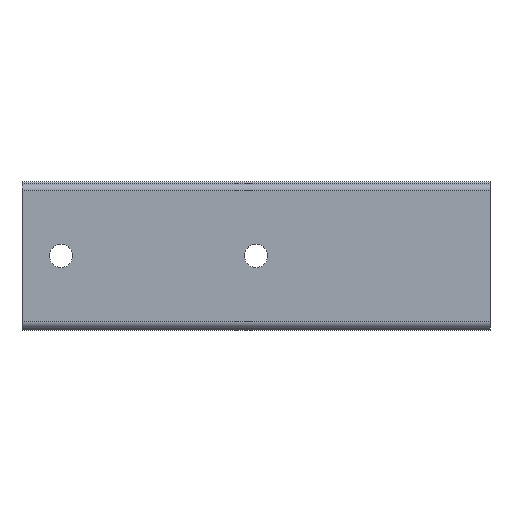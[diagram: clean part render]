
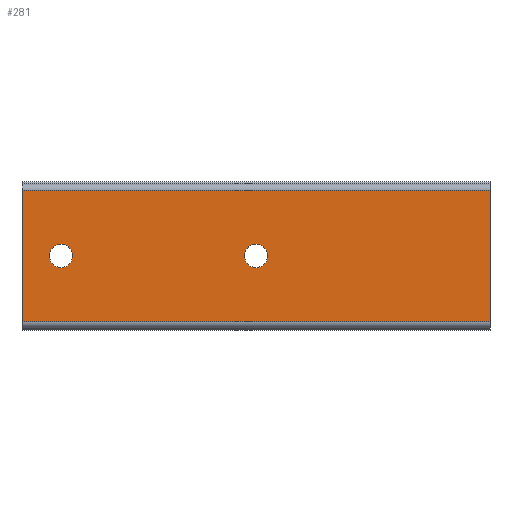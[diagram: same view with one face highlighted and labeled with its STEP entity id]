
A CAD part, top view. The second image highlights one B-rep face of the part: STEP entity #281.
In plain terms, the highlighted planar face has unit normal (0, 0, 1).
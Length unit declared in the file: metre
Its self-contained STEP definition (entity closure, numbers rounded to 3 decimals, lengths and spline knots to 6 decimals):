
#12=PLANE('',#312);
#18=LINE('',#444,#38);
#20=LINE('',#454,#40);
#21=LINE('',#456,#41);
#22=LINE('',#458,#42);
#38=VECTOR('',#351,1.);
#40=VECTOR('',#361,1.);
#41=VECTOR('',#362,1.);
#42=VECTOR('',#363,1.);
#62=ORIENTED_EDGE('',*,*,#142,.F.);
#63=ORIENTED_EDGE('',*,*,#143,.F.);
#64=ORIENTED_EDGE('',*,*,#144,.F.);
#65=ORIENTED_EDGE('',*,*,#145,.T.);
#66=ORIENTED_EDGE('',*,*,#146,.T.);
#67=ORIENTED_EDGE('',*,*,#139,.F.);
#139=EDGE_CURVE('',#178,#180,#18,.T.);
#142=EDGE_CURVE('',#182,#182,#208,.T.);
#143=EDGE_CURVE('',#183,#183,#209,.T.);
#144=EDGE_CURVE('',#184,#178,#20,.T.);
#145=EDGE_CURVE('',#184,#185,#21,.T.);
#146=EDGE_CURVE('',#185,#180,#22,.T.);
#178=VERTEX_POINT('',#442);
#180=VERTEX_POINT('',#445);
#182=VERTEX_POINT('',#451);
#183=VERTEX_POINT('',#453);
#184=VERTEX_POINT('',#455);
#185=VERTEX_POINT('',#457);
#208=CIRCLE('',#313,0.001899);
#209=CIRCLE('',#314,0.001899);
#227=EDGE_LOOP('',(#62));
#228=EDGE_LOOP('',(#63));
#229=EDGE_LOOP('',(#64,#65,#66,#67));
#249=FACE_BOUND('',#227,.T.);
#250=FACE_BOUND('',#228,.T.);
#251=FACE_BOUND('',#229,.T.);
#281=ADVANCED_FACE('',(#249,#250,#251),#12,.T.);
#312=AXIS2_PLACEMENT_3D('',#449,#355,#356);
#313=AXIS2_PLACEMENT_3D('',#450,#357,#358);
#314=AXIS2_PLACEMENT_3D('',#452,#359,#360);
#351=DIRECTION('',(-1.,0.,0.));
#355=DIRECTION('',(0.,0.,1.));
#356=DIRECTION('',(1.,0.,0.));
#357=DIRECTION('',(0.,0.,1.));
#358=DIRECTION('',(1.,0.,0.));
#359=DIRECTION('',(0.,0.,1.));
#360=DIRECTION('',(1.,0.,0.));
#361=DIRECTION('',(0.,-1.,0.));
#362=DIRECTION('',(-1.,0.,0.));
#363=DIRECTION('',(0.,-1.,0.));
#442=CARTESIAN_POINT('',(-0.30016,-0.010713,0.004826));
#444=CARTESIAN_POINT('',(-0.1031,-0.010713,0.004826));
#445=CARTESIAN_POINT('',(-0.37636,-0.010713,0.004826));
#449=CARTESIAN_POINT('',(-0.1031,-0.010713,0.004826));
#450=CARTESIAN_POINT('',(-0.37001,0.,0.004826));
#451=CARTESIAN_POINT('',(-0.368111,0.,0.004826));
#452=CARTESIAN_POINT('',(-0.33826,0.,0.004826));
#453=CARTESIAN_POINT('',(-0.336361,0.,0.004826));
#454=CARTESIAN_POINT('',(-0.30016,0.,0.004826));
#455=CARTESIAN_POINT('',(-0.30016,0.010713,0.004826));
#456=CARTESIAN_POINT('',(-0.1031,0.010713,0.004826));
#457=CARTESIAN_POINT('',(-0.37636,0.010713,0.004826));
#458=CARTESIAN_POINT('',(-0.37636,0.000734,0.004826));
